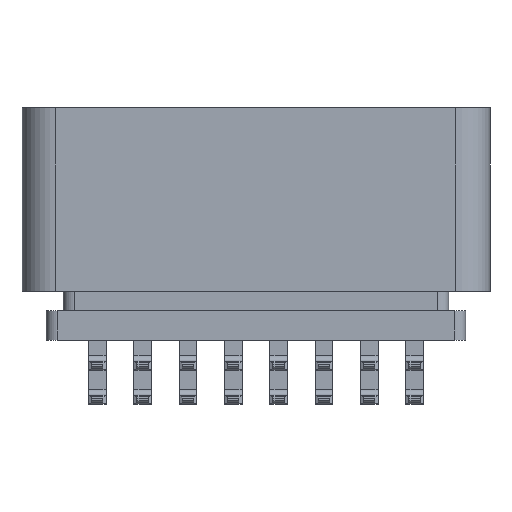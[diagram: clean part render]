
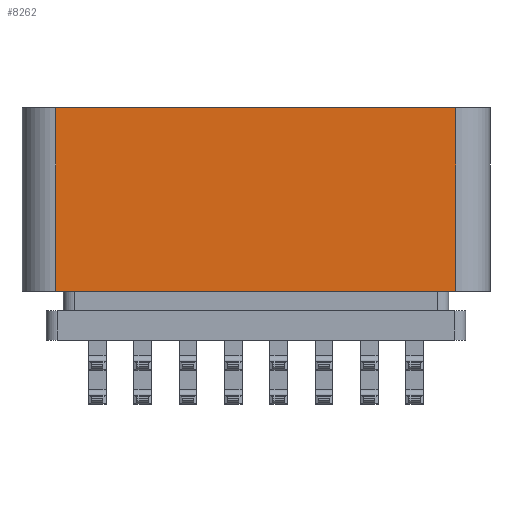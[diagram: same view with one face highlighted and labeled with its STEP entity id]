
A CAD part, front view. The second image highlights one B-rep face of the part: STEP entity #8262.
In plain terms, the highlighted planar face has unit normal (0, -1, 0).
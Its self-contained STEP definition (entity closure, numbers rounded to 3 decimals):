
#293 = DIRECTION ( 'NONE',  ( 0., -1., 0. ) ) ;
#562 = DIRECTION ( 'NONE',  ( 0., 0., 1. ) ) ;
#965 = ORIENTED_EDGE ( 'NONE', *, *, #4072, .F. ) ;
#1325 = ORIENTED_EDGE ( 'NONE', *, *, #5070, .F. ) ;
#1554 = VERTEX_POINT ( 'NONE', #5797 ) ;
#1563 = VECTOR ( 'NONE', #10756, 1000. ) ;
#1687 = CARTESIAN_POINT ( 'NONE',  ( 17.65, -8.85, -16.2 ) ) ;
#2325 = DIRECTION ( 'NONE',  ( 1., 0., 0. ) ) ;
#2412 = LINE ( 'NONE', #6286, #1563 ) ;
#2456 = EDGE_CURVE ( 'NONE', #13055, #12159, #4485, .T. ) ;
#3931 = LINE ( 'NONE', #8983, #8214 ) ;
#4072 = EDGE_CURVE ( 'NONE', #1554, #12159, #2412, .T. ) ;
#4485 = LINE ( 'NONE', #13472, #7571 ) ;
#5070 = EDGE_CURVE ( 'NONE', #8567, #1554, #3931, .T. ) ;
#5586 = CARTESIAN_POINT ( 'NONE',  ( 17.65, -8.85, 0. ) ) ;
#5797 = CARTESIAN_POINT ( 'NONE',  ( -17.65, -8.85, 0. ) ) ;
#6286 = CARTESIAN_POINT ( 'NONE',  ( 17.65, -8.85, 0. ) ) ;
#7553 = EDGE_LOOP ( 'NONE', ( #965, #1325, #13173, #7801 ) ) ;
#7571 = VECTOR ( 'NONE', #562, 1000. ) ;
#7801 = ORIENTED_EDGE ( 'NONE', *, *, #2456, .T. ) ;
#7806 = DIRECTION ( 'NONE',  ( 0., 0., 1. ) ) ;
#7965 = EDGE_CURVE ( 'NONE', #8567, #13055, #8284, .T. ) ;
#8214 = VECTOR ( 'NONE', #7806, 1000. ) ;
#8262 = ADVANCED_FACE ( 'NONE', ( #13883 ), #8978, .T. ) ;
#8284 = LINE ( 'NONE', #9505, #13708 ) ;
#8567 = VERTEX_POINT ( 'NONE', #9344 ) ;
#8978 = PLANE ( 'NONE',  #10057 ) ;
#8983 = CARTESIAN_POINT ( 'NONE',  ( -17.65, -8.85, -16.2 ) ) ;
#9344 = CARTESIAN_POINT ( 'NONE',  ( -17.65, -8.85, -16.2 ) ) ;
#9505 = CARTESIAN_POINT ( 'NONE',  ( 17.65, -8.85, -16.2 ) ) ;
#10057 = AXIS2_PLACEMENT_3D ( 'NONE', #12202, #293, #2325 ) ;
#10545 = DIRECTION ( 'NONE',  ( 1., 0., 0. ) ) ;
#10756 = DIRECTION ( 'NONE',  ( 1., 0., 0. ) ) ;
#12159 = VERTEX_POINT ( 'NONE', #5586 ) ;
#12202 = CARTESIAN_POINT ( 'NONE',  ( 17.65, -8.85, -16.2 ) ) ;
#13055 = VERTEX_POINT ( 'NONE', #1687 ) ;
#13173 = ORIENTED_EDGE ( 'NONE', *, *, #7965, .T. ) ;
#13472 = CARTESIAN_POINT ( 'NONE',  ( 17.65, -8.85, -16.2 ) ) ;
#13708 = VECTOR ( 'NONE', #10545, 1000. ) ;
#13883 = FACE_OUTER_BOUND ( 'NONE', #7553, .T. ) ;
